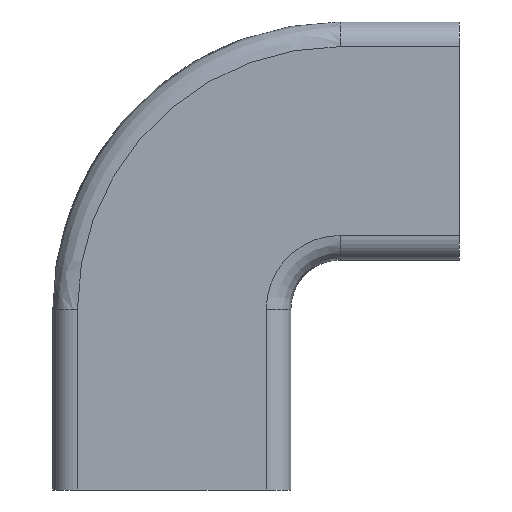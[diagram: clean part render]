
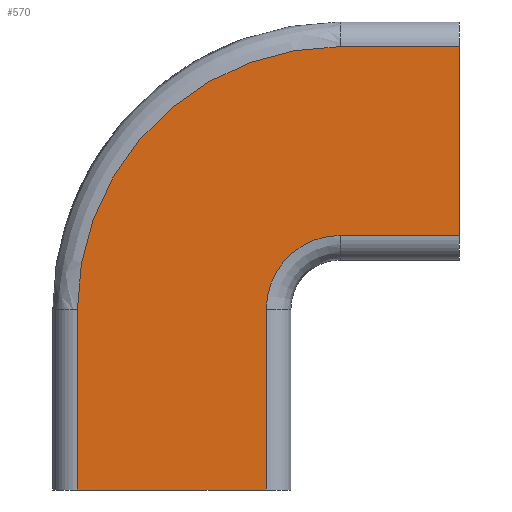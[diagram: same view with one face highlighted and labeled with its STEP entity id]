
A CAD part, left-side view. The second image highlights one B-rep face of the part: STEP entity #570.
In plain terms, the highlighted planar face has unit normal (-1, 0, 0).
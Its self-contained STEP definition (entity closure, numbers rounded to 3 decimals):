
#41=LINE('',#908,#79);
#47=LINE('',#931,#85);
#56=LINE('',#959,#94);
#58=LINE('',#966,#96);
#60=LINE('',#972,#98);
#62=LINE('',#978,#100);
#79=VECTOR('',#719,23.);
#85=VECTOR('',#739,23.);
#94=VECTOR('',#766,14.5);
#96=VECTOR('',#774,22.);
#98=VECTOR('',#780,22.);
#100=VECTOR('',#786,14.5);
#152=FACE_OUTER_BOUND('',#196,.T.);
#196=EDGE_LOOP('',(#501,#502,#503,#504,#505,#506,#507,#508));
#237=CIRCLE('',#644,32.);
#238=CIRCLE('',#645,9.);
#263=VERTEX_POINT('',#905);
#264=VERTEX_POINT('',#907);
#273=VERTEX_POINT('',#928);
#274=VERTEX_POINT('',#930);
#284=VERTEX_POINT('',#958);
#286=VERTEX_POINT('',#964);
#287=VERTEX_POINT('',#968);
#290=VERTEX_POINT('',#976);
#320=EDGE_CURVE('',#264,#263,#41,.T.);
#331=EDGE_CURVE('',#274,#273,#47,.T.);
#345=EDGE_CURVE('',#284,#264,#56,.T.);
#349=EDGE_CURVE('',#273,#286,#58,.T.);
#352=EDGE_CURVE('',#287,#274,#60,.T.);
#355=EDGE_CURVE('',#263,#290,#62,.T.);
#367=EDGE_CURVE('',#290,#287,#237,.T.);
#368=EDGE_CURVE('',#286,#284,#238,.T.);
#501=ORIENTED_EDGE('',*,*,#355,.T.);
#502=ORIENTED_EDGE('',*,*,#367,.T.);
#503=ORIENTED_EDGE('',*,*,#352,.T.);
#504=ORIENTED_EDGE('',*,*,#331,.T.);
#505=ORIENTED_EDGE('',*,*,#349,.T.);
#506=ORIENTED_EDGE('',*,*,#368,.T.);
#507=ORIENTED_EDGE('',*,*,#345,.T.);
#508=ORIENTED_EDGE('',*,*,#320,.T.);
#539=PLANE('',#643);
#570=ADVANCED_FACE('',(#152),#539,.T.);
#643=AXIS2_PLACEMENT_3D('',#997,#818,#819);
#644=AXIS2_PLACEMENT_3D('',#998,#820,#821);
#645=AXIS2_PLACEMENT_3D('',#999,#822,#823);
#719=DIRECTION('',(0.,0.,1.));
#739=DIRECTION('',(0.,-1.,0.));
#766=DIRECTION('',(0.,-1.,0.));
#774=DIRECTION('',(0.,0.,1.));
#780=DIRECTION('',(0.,0.,-1.));
#786=DIRECTION('',(0.,1.,0.));
#818=DIRECTION('center_axis',(-1.,0.,0.));
#819=DIRECTION('ref_axis',(0.,0.,1.));
#820=DIRECTION('center_axis',(-1.,0.,0.));
#821=DIRECTION('ref_axis',(0.,-1.,0.));
#822=DIRECTION('center_axis',(1.,0.,0.));
#823=DIRECTION('ref_axis',(0.,-1.,0.));
#905=CARTESIAN_POINT('',(-15.,-39.505,54.));
#907=CARTESIAN_POINT('',(-15.,-39.505,31.));
#908=CARTESIAN_POINT('',(-15.,-39.505,31.));
#928=CARTESIAN_POINT('',(-15.,-16.005,0.));
#930=CARTESIAN_POINT('',(-15.,6.995,0.));
#931=CARTESIAN_POINT('',(-15.,6.995,0.));
#958=CARTESIAN_POINT('',(-15.,-25.005,31.));
#959=CARTESIAN_POINT('',(-15.,-25.005,31.));
#964=CARTESIAN_POINT('',(-15.,-16.005,22.));
#966=CARTESIAN_POINT('',(-15.,-16.005,0.));
#968=CARTESIAN_POINT('',(-15.,6.995,22.));
#972=CARTESIAN_POINT('',(-15.,6.995,22.));
#976=CARTESIAN_POINT('',(-15.,-25.005,54.));
#978=CARTESIAN_POINT('',(-15.,-39.505,54.));
#997=CARTESIAN_POINT('Origin',(-15.,14.945,-5.7));
#998=CARTESIAN_POINT('Origin',(-15.,-25.005,22.));
#999=CARTESIAN_POINT('Origin',(-15.,-25.005,22.));
